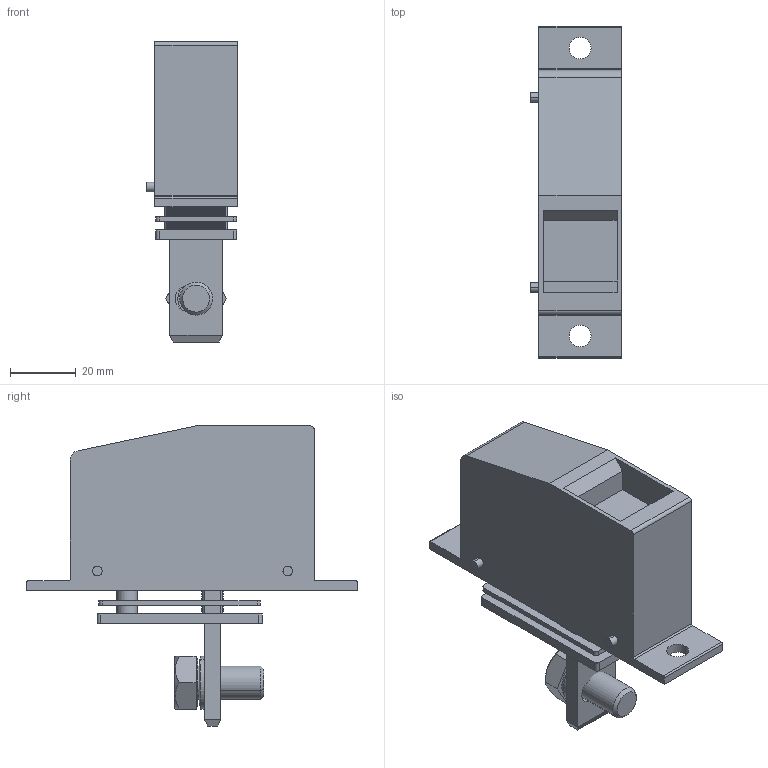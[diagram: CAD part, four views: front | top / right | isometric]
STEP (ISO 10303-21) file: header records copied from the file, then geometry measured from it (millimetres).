
FILE_DESCRIPTION(('CATIA V5 STEP Exchange','CAx-IF Rec.Pracs.--- Model Styling and Organization---1.2---2011-12-15'),'2;1');
FILE_NAME ('D1459571_0', '2018-11-30T11:07:45+00:00', ('none'), ('Weidmueller'), 'CATIA Version 5-6 Release 2014', 'CATIA V5 STEP AP214', 'none');
FILE_SCHEMA(('AUTOMOTIVE_DESIGN { 1 0 10303 214 1 1 1 1 }'));
Length unit declared in the file: millimetre
Products named in the file (1): 1937140000
Bounding box: 27.5 x 100.7 x 91 mm (x, y, z)
Volume: 94698.9 mm3; surface area: 28714.6 mm2
Topology: 6 solids, 6 shells, 509 faces, 1304 edges, 816 vertices
Faces by surface type: plane 349, cylinder 150, cone 10
Entity records: 14159 total; most frequent: ORIENTED_EDGE 2608, CARTESIAN_POINT 2517, DIRECTION 1986, EDGE_CURVE 1304, VECTOR 988, LINE 988, VERTEX_POINT 816, AXIS2_PLACEMENT_3D 653
